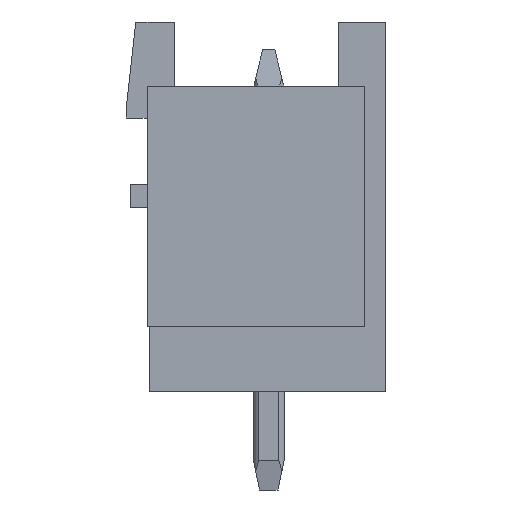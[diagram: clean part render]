
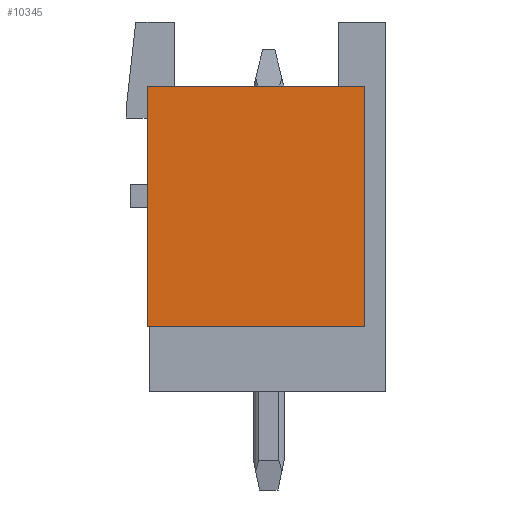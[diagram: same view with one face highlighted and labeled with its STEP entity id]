
A CAD part, left-side view. The second image highlights one B-rep face of the part: STEP entity #10345.
In plain terms, the highlighted planar face has unit normal (-1, 0, 0).
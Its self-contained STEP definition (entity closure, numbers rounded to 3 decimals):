
#10318=AXIS2_PLACEMENT_3D('Plane Axis2P3D',#10315,#10316,#10317) ;
#10293=CARTESIAN_POINT('Vertex',(0.,7.75,13.1)) ;
#10296=CARTESIAN_POINT('Line Origine',(0.,4.225,13.1)) ;
#10300=CARTESIAN_POINT('Vertex',(0.,0.7,13.1)) ;
#10315=CARTESIAN_POINT('Axis2P3D Location',(0.,7.75,5.3)) ;
#10320=CARTESIAN_POINT('Line Origine',(0.,7.75,9.2)) ;
#10324=CARTESIAN_POINT('Vertex',(0.,7.75,5.3)) ;
#10327=CARTESIAN_POINT('Line Origine',(0.,4.225,5.3)) ;
#10331=CARTESIAN_POINT('Vertex',(0.,0.7,5.3)) ;
#10334=CARTESIAN_POINT('Line Origine',(0.,0.7,9.2)) ;
#10297=DIRECTION('Vector Direction',(0.,-1.,0.)) ;
#10316=DIRECTION('Axis2P3D Direction',(1.,0.,0.)) ;
#10317=DIRECTION('Axis2P3D XDirection',(0.,0.,1.)) ;
#10321=DIRECTION('Vector Direction',(0.,0.,1.)) ;
#10328=DIRECTION('Vector Direction',(0.,-1.,0.)) ;
#10335=DIRECTION('Vector Direction',(0.,0.,1.)) ;
#10298=VECTOR('Line Direction',#10297,1.) ;
#10322=VECTOR('Line Direction',#10321,1.) ;
#10329=VECTOR('Line Direction',#10328,1.) ;
#10336=VECTOR('Line Direction',#10335,1.) ;
#10340=ORIENTED_EDGE('',*,*,#10302,.F.) ;
#10341=ORIENTED_EDGE('',*,*,#10326,.T.) ;
#10342=ORIENTED_EDGE('',*,*,#10333,.T.) ;
#10343=ORIENTED_EDGE('',*,*,#10338,.F.) ;
#10345=ADVANCED_FACE('HOUSING',(#10344),#10319,.F.) ;
#10302=EDGE_CURVE('',#10294,#10301,#10299,.T.) ;
#10326=EDGE_CURVE('',#10294,#10325,#10323,.F.) ;
#10333=EDGE_CURVE('',#10325,#10332,#10330,.T.) ;
#10338=EDGE_CURVE('',#10301,#10332,#10337,.F.) ;
#10339=EDGE_LOOP('',(#10340,#10341,#10342,#10343)) ;
#10344=FACE_OUTER_BOUND('',#10339,.T.) ;
#10299=LINE('Line',#10296,#10298) ;
#10323=LINE('Line',#10320,#10322) ;
#10330=LINE('Line',#10327,#10329) ;
#10337=LINE('Line',#10334,#10336) ;
#10319=PLANE('',#10318) ;
#10294=VERTEX_POINT('',#10293) ;
#10301=VERTEX_POINT('',#10300) ;
#10325=VERTEX_POINT('',#10324) ;
#10332=VERTEX_POINT('',#10331) ;
